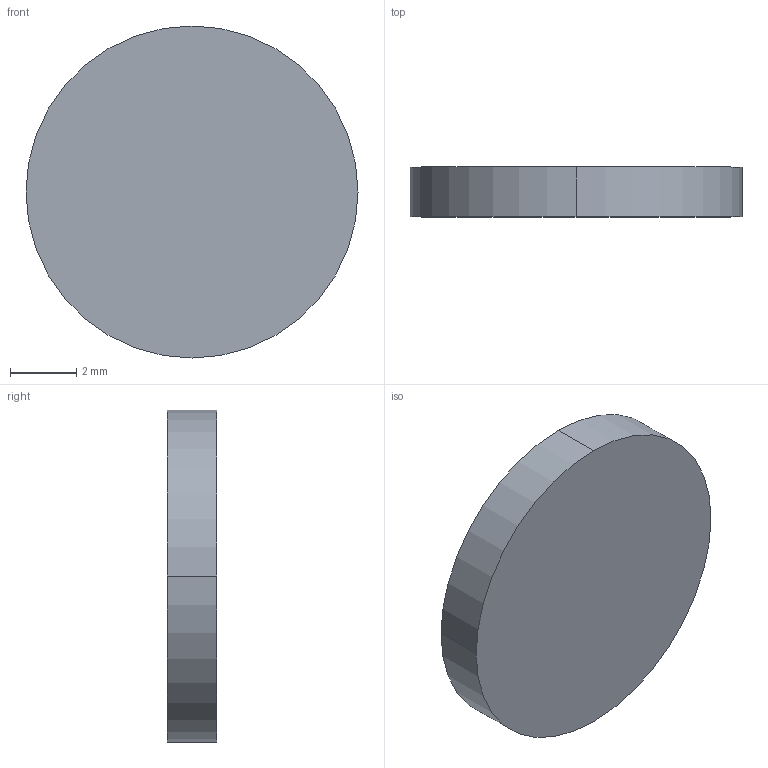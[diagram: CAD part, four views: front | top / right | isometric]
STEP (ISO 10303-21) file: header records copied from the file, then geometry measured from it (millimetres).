
FILE_DESCRIPTION(('produced by SPATIAL CORP'),'2;1');
FILE_NAME( 'holder_shutter_.prt.hh.sat.stp','2002-04-19T13:51:53+00:00',('SPATIAL CORP'),('SPATIAL CORP'), 'ACIS STEP Husk','http://www.spatial.com','SPATIAL CORP');
FILE_SCHEMA(('CONFIG_CONTROL_DESIGN'));
Length unit declared in the file: millimetre
Products named in the file (1): PRODUCT_ID_1
Bounding box: 10 x 1.5 x 10 mm (x, y, z)
Volume: 92.2 mm3; surface area: 242 mm2
Topology: 1 solids, 1 shells, 18 faces, 38 edges, 24 vertices
Faces by surface type: cylinder 8, plane 4, torus 4, cone 2
Entity records: 533 total; most frequent: DIRECTION 82, ORIENTED_EDGE 76, CARTESIAN_POINT 70, EDGE_CURVE 38, AXIS2_PLACEMENT_3D 36, VERTEX_POINT 24, CIRCLE 22, EDGE_LOOP 20
